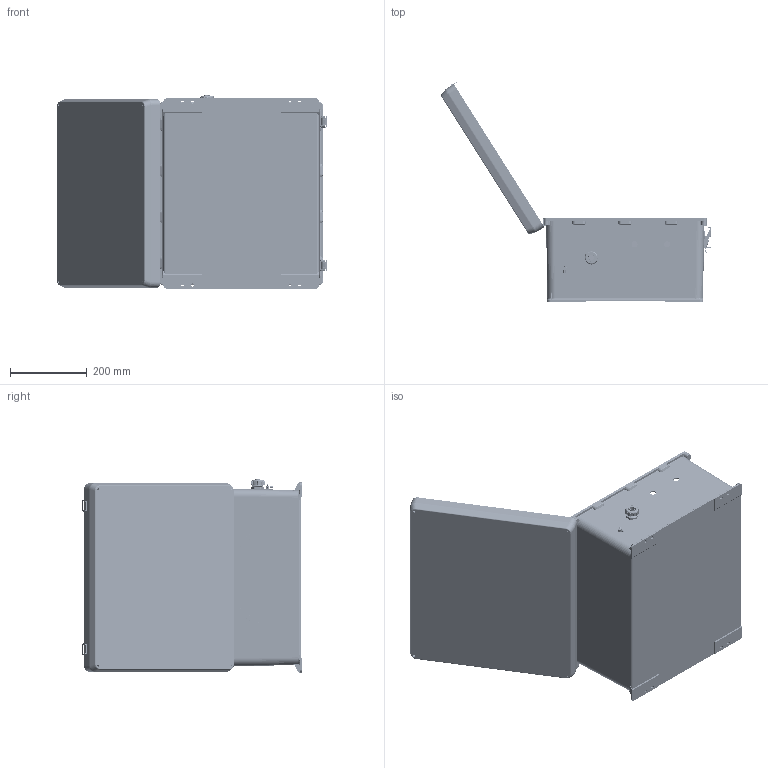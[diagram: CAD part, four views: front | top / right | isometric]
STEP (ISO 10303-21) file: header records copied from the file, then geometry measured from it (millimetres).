
FILE_DESCRIPTION (( 'STEP AP214' ), '1' );
FILE_NAME ('NB181608-EH0_3D.step', '2025-10-06T15:13:06', ( '' ), ( '' ), 'SwSTEP 2.0', 'SolidWorks 2025', '' );
FILE_SCHEMA (( 'AUTOMOTIVE_DESIGN' ));
Length unit declared in the file: inch
Products named in the file (30): XCTB-0002; XFW-0002; MJSCVR; XHIC-HTR220; XFS-0026; NB181608-DoorClasp-1; XFS-0059; XMH-0041; NB181608-DoorClasp-2; XC-0003; NB181608-Box; NEMA 18 GroundWire; XFS-0032_91735A151; NB181608-EH0_3D; XMH-0007; XCT-0011; 10-32 NEMA PLATE SCREW; XCT-0005; XMH-0006; 1AM07-189; NB181608-Lid; XFN-0013; NB181608-Hinge; XFW-0004; XCT-0010; XFN-0003; XF797-01; XF1082-01; XFS-0031; XFS-0017
Assembly tree (58 placements, depth 2):
  NB181608-EH0_3D
    NB181608-Box
    NB181608-Hinge  x2
    NB181608-Lid
    NB181608-DoorClasp-1  x2
    NB181608-DoorClasp-2  x2
    10-32 NEMA PLATE SCREW  x4
    XFS-0017  x7
    XCT-0011
    XCT-0010
    XFN-0003  x2
    XC-0003
    XCT-0005
    XFW-0002  x5
    XFS-0026
    XMH-0007  x4
    XMH-0041
    XCTB-0002
    NEMA 18 GroundWire
    XFN-0013  x2
    XFS-0032_91735A151  x2
    XF797-01
    XFS-0059  x2
    XHIC-HTR220  x2
    XFW-0004  x4
    XMH-0006  x2
    XF1082-01
    1AM07-189
    MJSCVR  x2
    XFS-0031
Bounding box: 703.32 x 571.16 x 502.84 mm (x, y, z)
Volume: 4130042.6 mm3; surface area: 2286713.9 mm2
Topology: 66 solids, 67 shells, 6187 faces, 15610 edges, 9611 vertices
Faces by surface type: plane 2230, cylinder 1757, cone 1593, torus 340, bspline 237, sphere 30
Entity records: 137781 total; most frequent: CARTESIAN_POINT 41885, ORIENTED_EDGE 20222, DIRECTION 19527, EDGE_CURVE 10111, AXIS2_PLACEMENT_3D 7043, VERTEX_POINT 6333, VECTOR 5441, LINE 5441
